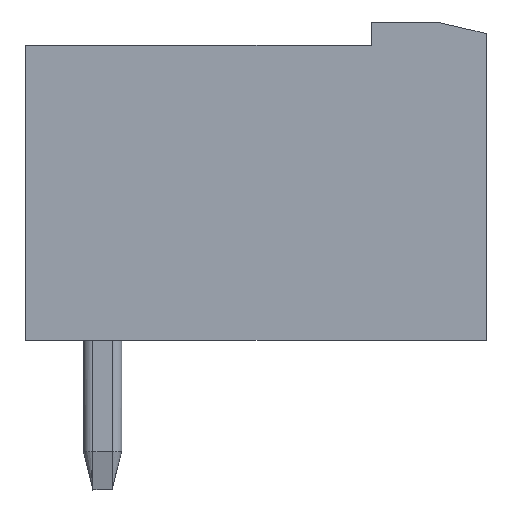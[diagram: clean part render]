
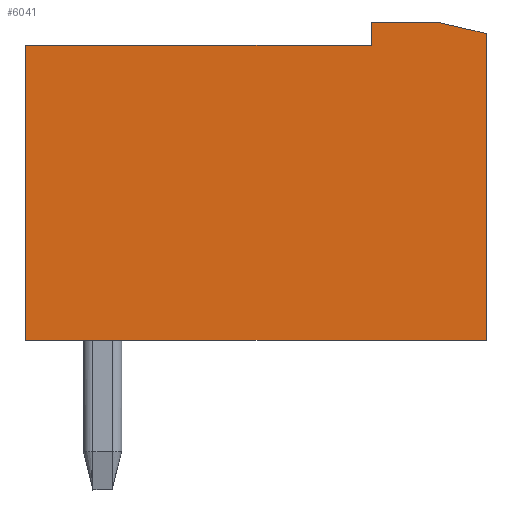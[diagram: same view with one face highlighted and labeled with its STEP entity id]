
A CAD part, left-side view. The second image highlights one B-rep face of the part: STEP entity #6041.
In plain terms, the highlighted planar face has unit normal (-1, 0, 0).
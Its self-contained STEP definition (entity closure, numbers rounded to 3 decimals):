
#5999=AXIS2_PLACEMENT_3D('Plane Axis2P3D',#5996,#5997,#5998) ;
#5107=CARTESIAN_POINT('Line Origine',(0.,0.,7.9)) ;
#5111=CARTESIAN_POINT('Vertex',(0.,0.,3.9)) ;
#5113=CARTESIAN_POINT('Vertex',(0.,0.,11.9)) ;
#5860=CARTESIAN_POINT('Line Origine',(0.,2.15,12.2)) ;
#5864=CARTESIAN_POINT('Vertex',(0.,1.3,12.2)) ;
#5866=CARTESIAN_POINT('Vertex',(0.,3.,12.2)) ;
#5996=CARTESIAN_POINT('Axis2P3D Location',(0.,12.,3.9)) ;
#6001=CARTESIAN_POINT('Line Origine',(0.,3.,11.9)) ;
#6005=CARTESIAN_POINT('Vertex',(0.,3.,11.6)) ;
#6008=CARTESIAN_POINT('Line Origine',(0.,7.5,11.6)) ;
#6012=CARTESIAN_POINT('Vertex',(0.,12.,11.6)) ;
#6015=CARTESIAN_POINT('Line Origine',(0.,12.,7.75)) ;
#6019=CARTESIAN_POINT('Vertex',(0.,12.,3.9)) ;
#6022=CARTESIAN_POINT('Line Origine',(0.,6.,3.9)) ;
#6027=CARTESIAN_POINT('Line Origine',(0.,0.65,12.05)) ;
#5108=DIRECTION('Vector Direction',(0.,0.,1.)) ;
#5861=DIRECTION('Vector Direction',(0.,1.,0.)) ;
#5997=DIRECTION('Axis2P3D Direction',(-1.,0.,0.)) ;
#5998=DIRECTION('Axis2P3D XDirection',(0.,-1.,0.)) ;
#6002=DIRECTION('Vector Direction',(0.,0.,-1.)) ;
#6009=DIRECTION('Vector Direction',(0.,1.,0.)) ;
#6016=DIRECTION('Vector Direction',(0.,0.,-1.)) ;
#6023=DIRECTION('Vector Direction',(0.,-1.,0.)) ;
#6028=DIRECTION('Vector Direction',(0.,0.974,0.225)) ;
#5109=VECTOR('Line Direction',#5108,1.) ;
#5862=VECTOR('Line Direction',#5861,1.) ;
#6003=VECTOR('Line Direction',#6002,1.) ;
#6010=VECTOR('Line Direction',#6009,1.) ;
#6017=VECTOR('Line Direction',#6016,1.) ;
#6024=VECTOR('Line Direction',#6023,1.) ;
#6029=VECTOR('Line Direction',#6028,1.) ;
#6033=ORIENTED_EDGE('',*,*,#6007,.T.) ;
#6034=ORIENTED_EDGE('',*,*,#6014,.T.) ;
#6035=ORIENTED_EDGE('',*,*,#6021,.T.) ;
#6036=ORIENTED_EDGE('',*,*,#6026,.T.) ;
#6037=ORIENTED_EDGE('',*,*,#5115,.T.) ;
#6038=ORIENTED_EDGE('',*,*,#6031,.T.) ;
#6039=ORIENTED_EDGE('',*,*,#5868,.T.) ;
#6041=ADVANCED_FACE('body',(#6040),#6000,.T.) ;
#5115=EDGE_CURVE('',#5112,#5114,#5110,.T.) ;
#5868=EDGE_CURVE('',#5865,#5867,#5863,.T.) ;
#6007=EDGE_CURVE('',#5867,#6006,#6004,.T.) ;
#6014=EDGE_CURVE('',#6006,#6013,#6011,.T.) ;
#6021=EDGE_CURVE('',#6013,#6020,#6018,.T.) ;
#6026=EDGE_CURVE('',#6020,#5112,#6025,.T.) ;
#6031=EDGE_CURVE('',#5114,#5865,#6030,.T.) ;
#6032=EDGE_LOOP('',(#6033,#6034,#6035,#6036,#6037,#6038,#6039)) ;
#6040=FACE_OUTER_BOUND('',#6032,.T.) ;
#5110=LINE('Line',#5107,#5109) ;
#5863=LINE('Line',#5860,#5862) ;
#6004=LINE('Line',#6001,#6003) ;
#6011=LINE('Line',#6008,#6010) ;
#6018=LINE('Line',#6015,#6017) ;
#6025=LINE('Line',#6022,#6024) ;
#6030=LINE('Line',#6027,#6029) ;
#6000=PLANE('',#5999) ;
#5112=VERTEX_POINT('',#5111) ;
#5114=VERTEX_POINT('',#5113) ;
#5865=VERTEX_POINT('',#5864) ;
#5867=VERTEX_POINT('',#5866) ;
#6006=VERTEX_POINT('',#6005) ;
#6013=VERTEX_POINT('',#6012) ;
#6020=VERTEX_POINT('',#6019) ;
